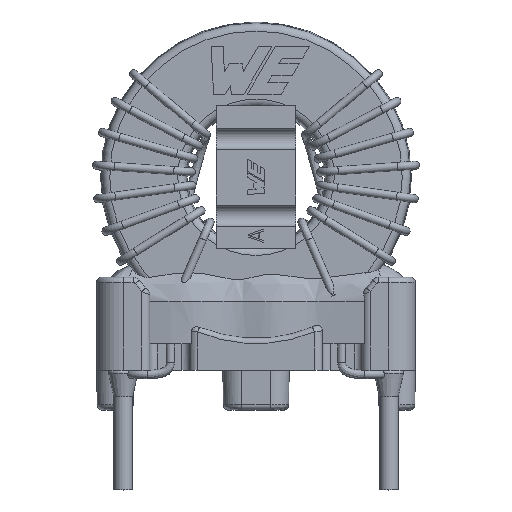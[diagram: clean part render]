
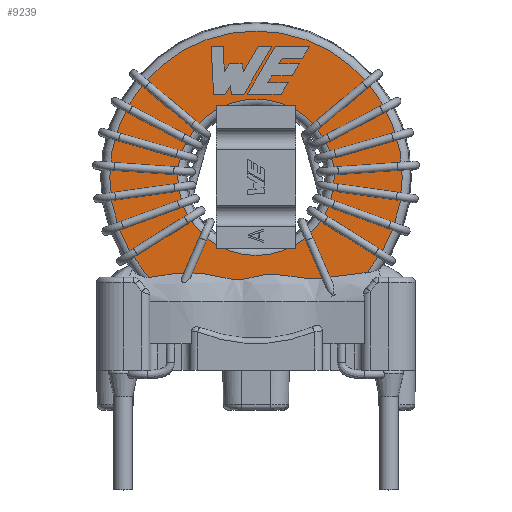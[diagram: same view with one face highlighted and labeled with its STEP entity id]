
A CAD part, top view. The second image highlights one B-rep face of the part: STEP entity #9239.
In plain terms, the highlighted face is planar.
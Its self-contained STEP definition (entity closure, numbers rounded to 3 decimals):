
#639=LINE('',#15059,#1117);
#642=LINE('',#15065,#1120);
#645=LINE('',#15071,#1123);
#648=LINE('',#15077,#1126);
#651=LINE('',#15083,#1129);
#654=LINE('',#15089,#1132);
#657=LINE('',#15095,#1135);
#660=LINE('',#15101,#1138);
#663=LINE('',#15107,#1141);
#666=LINE('',#15113,#1144);
#669=LINE('',#15119,#1147);
#671=LINE('',#15122,#1149);
#687=LINE('',#15156,#1165);
#689=LINE('',#15160,#1167);
#691=LINE('',#15164,#1169);
#693=LINE('',#15168,#1171);
#695=LINE('',#15172,#1173);
#697=LINE('',#15176,#1175);
#699=LINE('',#15180,#1177);
#701=LINE('',#15184,#1179);
#703=LINE('',#15188,#1181);
#705=LINE('',#15192,#1183);
#707=LINE('',#15196,#1185);
#709=LINE('',#15200,#1187);
#710=LINE('',#15202,#1188);
#1117=VECTOR('',#11324,1000.);
#1120=VECTOR('',#11329,1000.);
#1123=VECTOR('',#11334,1000.);
#1126=VECTOR('',#11339,1000.);
#1129=VECTOR('',#11344,1000.);
#1132=VECTOR('',#11349,1000.);
#1135=VECTOR('',#11354,1000.);
#1138=VECTOR('',#11359,1000.);
#1141=VECTOR('',#11364,1000.);
#1144=VECTOR('',#11369,1000.);
#1147=VECTOR('',#11374,1000.);
#1149=VECTOR('',#11378,1000.);
#1165=VECTOR('',#11400,1000.);
#1167=VECTOR('',#11404,1000.);
#1169=VECTOR('',#11408,1000.);
#1171=VECTOR('',#11412,1000.);
#1173=VECTOR('',#11416,1000.);
#1175=VECTOR('',#11420,1000.);
#1177=VECTOR('',#11424,1000.);
#1179=VECTOR('',#11428,1000.);
#1181=VECTOR('',#11432,1000.);
#1183=VECTOR('',#11436,1000.);
#1185=VECTOR('',#11440,1000.);
#1187=VECTOR('',#11444,1000.);
#1188=VECTOR('',#11447,1000.);
#1515=PLANE('',#9989);
#2550=ORIENTED_EDGE('',*,*,#4259,.F.);
#2551=ORIENTED_EDGE('',*,*,#4256,.F.);
#2552=ORIENTED_EDGE('',*,*,#4253,.F.);
#2553=ORIENTED_EDGE('',*,*,#4250,.F.);
#2554=ORIENTED_EDGE('',*,*,#4247,.F.);
#2555=ORIENTED_EDGE('',*,*,#4244,.F.);
#2556=ORIENTED_EDGE('',*,*,#4241,.F.);
#2557=ORIENTED_EDGE('',*,*,#4238,.F.);
#2558=ORIENTED_EDGE('',*,*,#4235,.F.);
#2559=ORIENTED_EDGE('',*,*,#4232,.F.);
#2560=ORIENTED_EDGE('',*,*,#4229,.F.);
#2561=ORIENTED_EDGE('',*,*,#4261,.F.);
#2562=ORIENTED_EDGE('',*,*,#4299,.F.);
#2563=ORIENTED_EDGE('',*,*,#4297,.F.);
#2564=ORIENTED_EDGE('',*,*,#4295,.F.);
#2565=ORIENTED_EDGE('',*,*,#4293,.F.);
#2566=ORIENTED_EDGE('',*,*,#4291,.F.);
#2567=ORIENTED_EDGE('',*,*,#4289,.F.);
#2568=ORIENTED_EDGE('',*,*,#4287,.F.);
#2569=ORIENTED_EDGE('',*,*,#4285,.F.);
#2570=ORIENTED_EDGE('',*,*,#4283,.F.);
#2571=ORIENTED_EDGE('',*,*,#4281,.F.);
#2572=ORIENTED_EDGE('',*,*,#4279,.F.);
#2573=ORIENTED_EDGE('',*,*,#4277,.F.);
#2574=ORIENTED_EDGE('',*,*,#4300,.F.);
#2575=ORIENTED_EDGE('',*,*,#4304,.T.);
#2576=ORIENTED_EDGE('',*,*,#4303,.T.);
#4229=EDGE_CURVE('',#5181,#5178,#639,.T.);
#4232=EDGE_CURVE('',#5178,#5182,#642,.T.);
#4235=EDGE_CURVE('',#5182,#5184,#645,.T.);
#4238=EDGE_CURVE('',#5184,#5186,#648,.T.);
#4241=EDGE_CURVE('',#5186,#5188,#651,.T.);
#4244=EDGE_CURVE('',#5188,#5190,#654,.T.);
#4247=EDGE_CURVE('',#5190,#5192,#657,.T.);
#4250=EDGE_CURVE('',#5192,#5194,#660,.T.);
#4253=EDGE_CURVE('',#5194,#5196,#663,.T.);
#4256=EDGE_CURVE('',#5196,#5198,#666,.T.);
#4259=EDGE_CURVE('',#5198,#5200,#669,.T.);
#4261=EDGE_CURVE('',#5200,#5181,#671,.T.);
#4277=EDGE_CURVE('',#5216,#5215,#687,.T.);
#4279=EDGE_CURVE('',#5215,#5217,#689,.T.);
#4281=EDGE_CURVE('',#5217,#5218,#691,.T.);
#4283=EDGE_CURVE('',#5218,#5219,#693,.T.);
#4285=EDGE_CURVE('',#5219,#5220,#695,.T.);
#4287=EDGE_CURVE('',#5220,#5221,#697,.T.);
#4289=EDGE_CURVE('',#5221,#5222,#699,.T.);
#4291=EDGE_CURVE('',#5222,#5223,#701,.T.);
#4293=EDGE_CURVE('',#5223,#5224,#703,.T.);
#4295=EDGE_CURVE('',#5224,#5225,#705,.T.);
#4297=EDGE_CURVE('',#5225,#5226,#707,.T.);
#4299=EDGE_CURVE('',#5226,#5227,#709,.T.);
#4300=EDGE_CURVE('',#5227,#5216,#710,.T.);
#4303=EDGE_CURVE('',#5230,#5230,#5857,.T.);
#4304=EDGE_CURVE('',#5231,#5231,#5858,.T.);
#5178=VERTEX_POINT('',#15053);
#5181=VERTEX_POINT('',#15058);
#5182=VERTEX_POINT('',#15062);
#5184=VERTEX_POINT('',#15068);
#5186=VERTEX_POINT('',#15074);
#5188=VERTEX_POINT('',#15080);
#5190=VERTEX_POINT('',#15086);
#5192=VERTEX_POINT('',#15092);
#5194=VERTEX_POINT('',#15098);
#5196=VERTEX_POINT('',#15104);
#5198=VERTEX_POINT('',#15110);
#5200=VERTEX_POINT('',#15116);
#5215=VERTEX_POINT('',#15153);
#5216=VERTEX_POINT('',#15155);
#5217=VERTEX_POINT('',#15159);
#5218=VERTEX_POINT('',#15163);
#5219=VERTEX_POINT('',#15167);
#5220=VERTEX_POINT('',#15171);
#5221=VERTEX_POINT('',#15175);
#5222=VERTEX_POINT('',#15179);
#5223=VERTEX_POINT('',#15183);
#5224=VERTEX_POINT('',#15187);
#5225=VERTEX_POINT('',#15191);
#5226=VERTEX_POINT('',#15195);
#5227=VERTEX_POINT('',#15199);
#5230=VERTEX_POINT('',#15210);
#5231=VERTEX_POINT('',#15213);
#5857=CIRCLE('',#9988,5.505);
#5858=CIRCLE('',#9990,2.945);
#6339=EDGE_LOOP('',(#2550,#2551,#2552,#2553,#2554,#2555,#2556,#2557,#2558,
#2559,#2560,#2561));
#6340=EDGE_LOOP('',(#2562,#2563,#2564,#2565,#2566,#2567,#2568,#2569,#2570,
#2571,#2572,#2573,#2574));
#6341=EDGE_LOOP('',(#2575));
#6342=EDGE_LOOP('',(#2576));
#7103=FACE_BOUND('',#6339,.T.);
#7104=FACE_BOUND('',#6340,.T.);
#7105=FACE_BOUND('',#6341,.T.);
#7106=FACE_BOUND('',#6342,.T.);
#9239=ADVANCED_FACE('',(#7103,#7104,#7105,#7106),#1515,.T.);
#9988=AXIS2_PLACEMENT_3D('',#15209,#11456,#11457);
#9989=AXIS2_PLACEMENT_3D('',#15211,#11458,#11459);
#9990=AXIS2_PLACEMENT_3D('',#15212,#11460,#11461);
#11324=DIRECTION('',(-1.,0.,0.));
#11329=DIRECTION('',(0.52,0.,-0.854));
#11334=DIRECTION('',(1.,0.,0.));
#11339=DIRECTION('',(0.507,0.,-0.862));
#11344=DIRECTION('',(-1.,0.,0.));
#11349=DIRECTION('',(-0.504,0.,0.864));
#11354=DIRECTION('',(1.,0.,0.));
#11359=DIRECTION('',(0.509,0.,-0.861));
#11364=DIRECTION('',(-1.,0.,0.));
#11369=DIRECTION('',(0.507,0.,-0.862));
#11374=DIRECTION('',(1.,0.,0.));
#11378=DIRECTION('',(0.505,0.,-0.863));
#11400=DIRECTION('',(-1.,0.,0.));
#11404=DIRECTION('',(-0.583,0.,0.812));
#11408=DIRECTION('',(-0.047,0.,-0.999));
#11412=DIRECTION('',(-1.,0.,0.));
#11416=DIRECTION('',(0.052,0.,0.999));
#11420=DIRECTION('',(1.,0.,0.));
#11424=DIRECTION('',(0.551,0.,-0.834));
#11428=DIRECTION('',(0.141,0.,0.99));
#11432=DIRECTION('',(1.,0.,0.));
#11436=DIRECTION('',(0.506,0.,-0.863));
#11440=DIRECTION('',(-1.,0.,0.));
#11444=DIRECTION('',(-0.512,0.,0.859));
#11447=DIRECTION('',(-0.171,0.,-0.985));
#11456=DIRECTION('',(0.,1.,0.));
#11457=DIRECTION('',(1.,0.,0.));
#11458=DIRECTION('',(0.,1.,0.));
#11459=DIRECTION('',(-1.,0.,0.));
#11460=DIRECTION('',(0.,-1.,0.));
#11461=DIRECTION('',(-1.,0.,0.));
#15053=CARTESIAN_POINT('',(0.863,2.9,-4.27));
#15058=CARTESIAN_POINT('',(1.622,2.9,-4.27));
#15059=CARTESIAN_POINT('',(1.622,2.9,-4.27));
#15062=CARTESIAN_POINT('',(0.99,2.9,-4.479));
#15065=CARTESIAN_POINT('',(0.863,2.9,-4.27));
#15068=CARTESIAN_POINT('',(1.747,2.9,-4.479));
#15071=CARTESIAN_POINT('',(0.99,2.9,-4.479));
#15074=CARTESIAN_POINT('',(2.01,2.9,-4.927));
#15077=CARTESIAN_POINT('',(1.747,2.9,-4.479));
#15080=CARTESIAN_POINT('',(0.724,2.9,-4.927));
#15083=CARTESIAN_POINT('',(2.01,2.9,-4.927));
#15086=CARTESIAN_POINT('',(-0.325,2.9,-3.127));
#15089=CARTESIAN_POINT('',(0.724,2.9,-4.927));
#15092=CARTESIAN_POINT('',(0.95,2.9,-3.127));
#15095=CARTESIAN_POINT('',(-0.325,2.9,-3.127));
#15098=CARTESIAN_POINT('',(1.209,2.9,-3.566));
#15101=CARTESIAN_POINT('',(0.95,2.9,-3.127));
#15104=CARTESIAN_POINT('',(0.447,2.9,-3.566));
#15107=CARTESIAN_POINT('',(1.209,2.9,-3.566));
#15110=CARTESIAN_POINT('',(0.598,2.9,-3.822));
#15113=CARTESIAN_POINT('',(0.447,2.9,-3.566));
#15116=CARTESIAN_POINT('',(1.36,2.9,-3.822));
#15119=CARTESIAN_POINT('',(0.598,2.9,-3.822));
#15122=CARTESIAN_POINT('',(1.36,2.9,-3.822));
#15153=CARTESIAN_POINT('',(-0.993,2.9,-4.27));
#15155=CARTESIAN_POINT('',(-0.524,2.9,-4.27));
#15156=CARTESIAN_POINT('',(-0.524,2.9,-4.27));
#15159=CARTESIAN_POINT('',(-1.192,2.9,-3.993));
#15160=CARTESIAN_POINT('',(-0.993,2.9,-4.27));
#15163=CARTESIAN_POINT('',(-1.236,2.9,-4.927));
#15164=CARTESIAN_POINT('',(-1.192,2.9,-3.993));
#15167=CARTESIAN_POINT('',(-1.689,2.9,-4.927));
#15168=CARTESIAN_POINT('',(-1.236,2.9,-4.927));
#15171=CARTESIAN_POINT('',(-1.595,2.9,-3.127));
#15172=CARTESIAN_POINT('',(-1.689,2.9,-4.927));
#15175=CARTESIAN_POINT('',(-1.17,2.9,-3.127));
#15176=CARTESIAN_POINT('',(-1.595,2.9,-3.127));
#15179=CARTESIAN_POINT('',(-0.965,2.9,-3.436));
#15180=CARTESIAN_POINT('',(-1.17,2.9,-3.127));
#15183=CARTESIAN_POINT('',(-0.921,2.9,-3.127));
#15184=CARTESIAN_POINT('',(-0.965,2.9,-3.436));
#15187=CARTESIAN_POINT('',(-0.457,2.9,-3.127));
#15188=CARTESIAN_POINT('',(-0.921,2.9,-3.127));
#15191=CARTESIAN_POINT('',(0.597,2.9,-4.927));
#15192=CARTESIAN_POINT('',(-0.457,2.9,-3.127));
#15195=CARTESIAN_POINT('',(0.089,2.9,-4.927));
#15196=CARTESIAN_POINT('',(0.597,2.9,-4.927));
#15199=CARTESIAN_POINT('',(-0.474,2.9,-3.982));
#15200=CARTESIAN_POINT('',(0.089,2.9,-4.927));
#15202=CARTESIAN_POINT('',(-0.474,2.9,-3.982));
#15209=CARTESIAN_POINT('',(0.,2.9,0.));
#15210=CARTESIAN_POINT('',(5.505,2.9,0.));
#15211=CARTESIAN_POINT('',(0.,2.9,0.));
#15212=CARTESIAN_POINT('',(0.,2.9,0.));
#15213=CARTESIAN_POINT('',(-2.945,2.9,0.));
